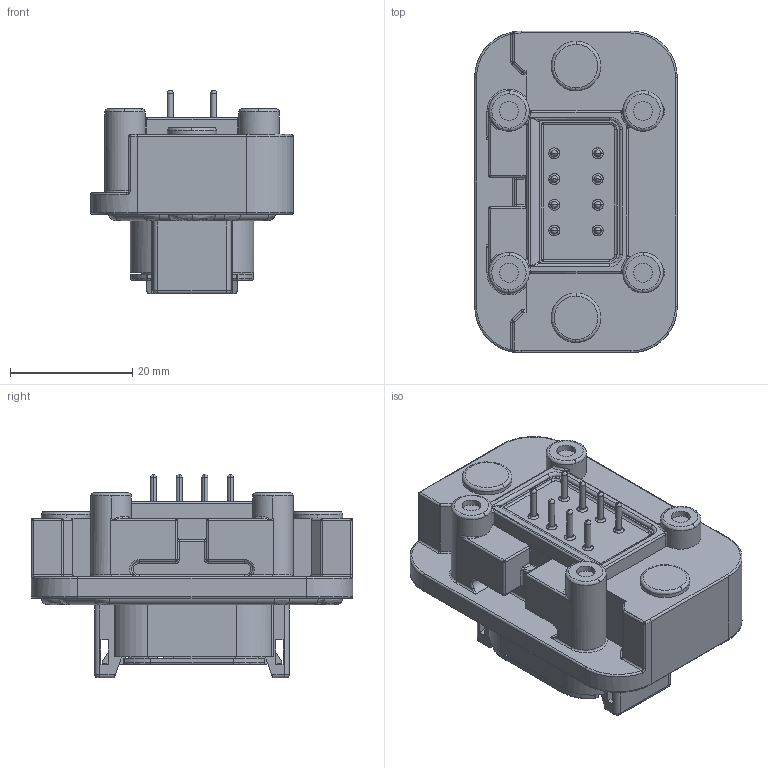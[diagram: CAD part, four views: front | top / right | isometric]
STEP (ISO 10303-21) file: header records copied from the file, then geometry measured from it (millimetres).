
FILE_DESCRIPTION (( 'STEP AP214' ), '1' );
FILE_NAME ('C-ATM15-08PA-BM02_3D.stp', '2018-09-04T20:24:12', ( '' ), ( '' ), 'SwSTEP 2.0', 'SolidWorks 2018', '' );
FILE_SCHEMA (( 'AUTOMOTIVE_DESIGN' ));
Length unit declared in the file: millimetre
Products named in the file (1): C-ATM15-08PA-BM02_3D
Bounding box: 33.1 x 52.56 x 33.25 mm (x, y, z)
Volume: 21776.3 mm3; surface area: 11652 mm2
Topology: 1 solids, 3 shells, 1093 faces, 2884 edges, 1744 vertices
Faces by surface type: bspline 380, plane 352, cylinder 311, cone 48, torus 2
Entity records: 40597 total; most frequent: CARTESIAN_POINT 16452, ORIENTED_EDGE 5572, DIRECTION 4257, EDGE_CURVE 2786, VERTEX_POINT 1744, AXIS2_PLACEMENT_3D 1478, LINE 1301, VECTOR 1301
